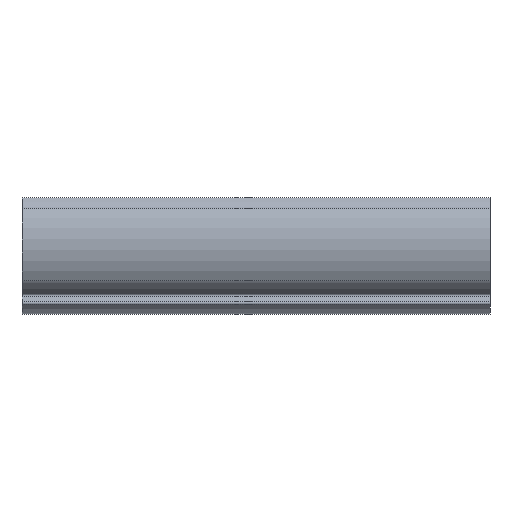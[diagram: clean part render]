
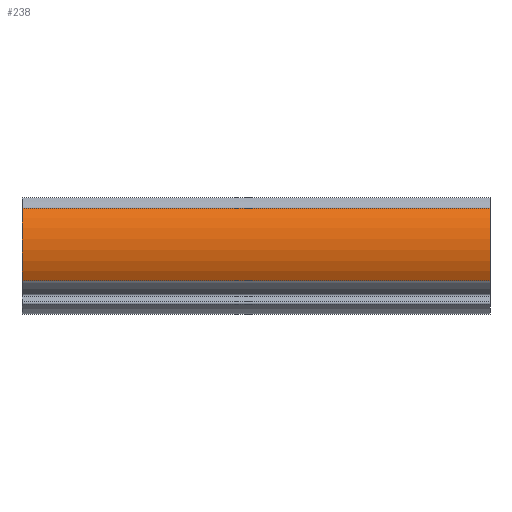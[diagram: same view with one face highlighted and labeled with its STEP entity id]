
A CAD part, left-side view. The second image highlights one B-rep face of the part: STEP entity #238.
In plain terms, the highlighted cylindrical face has radius 15 mm (diameter 30 mm), a partial arc.
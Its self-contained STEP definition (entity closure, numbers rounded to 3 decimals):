
#238 = ADVANCED_FACE( '', ( #527 ), #528, .T. );
#527 = FACE_OUTER_BOUND( '', #858, .T. );
#528 = CYLINDRICAL_SURFACE( '', #859, 15. );
#858 = EDGE_LOOP( '', ( #1647, #1648, #1649, #1650 ) );
#859 = AXIS2_PLACEMENT_3D( '', #1651, #1652, #1653 );
#1647 = ORIENTED_EDGE( '', *, *, #2104, .F. );
#1648 = ORIENTED_EDGE( '', *, *, #2213, .F. );
#1649 = ORIENTED_EDGE( '', *, *, #2360, .T. );
#1650 = ORIENTED_EDGE( '', *, *, #2207, .T. );
#1651 = CARTESIAN_POINT( '', ( 0., 100., 2.5 ) );
#1652 = DIRECTION( '', ( 0., 1., 0. ) );
#1653 = DIRECTION( '', ( 0., 0., -1. ) );
#2104 = EDGE_CURVE( '', #2562, #2564, #2565, .T. );
#2207 = EDGE_CURVE( '', #2748, #2564, #2749, .T. );
#2213 = EDGE_CURVE( '', #2756, #2562, #2758, .T. );
#2360 = EDGE_CURVE( '', #2756, #2748, #2980, .T. );
#2562 = VERTEX_POINT( '', #3199 );
#2564 = VERTEX_POINT( '', #3201 );
#2565 = CIRCLE( '', #3202, 15. );
#2748 = VERTEX_POINT( '', #3430 );
#2749 = LINE( '', #3431, #3432 );
#2756 = VERTEX_POINT( '', #3441 );
#2758 = LINE( '', #3443, #3444 );
#2980 = CIRCLE( '', #3730, 15. );
#3199 = CARTESIAN_POINT( '', ( -12.84, 0., 10.255 ) );
#3201 = CARTESIAN_POINT( '', ( -12.84, 0., -5.255 ) );
#3202 = AXIS2_PLACEMENT_3D( '', #4001, #4002, #4003 );
#3430 = CARTESIAN_POINT( '', ( -12.84, 100., -5.255 ) );
#3431 = CARTESIAN_POINT( '', ( -12.84, 100., -5.255 ) );
#3432 = VECTOR( '', #4187, 1000. );
#3441 = CARTESIAN_POINT( '', ( -12.84, 100., 10.255 ) );
#3443 = CARTESIAN_POINT( '', ( -12.84, 100., 10.255 ) );
#3444 = VECTOR( '', #4196, 1000. );
#3730 = AXIS2_PLACEMENT_3D( '', #4429, #4430, #4431 );
#4001 = CARTESIAN_POINT( '', ( 0., 0., 2.5 ) );
#4002 = DIRECTION( '', ( 0., -1., 0. ) );
#4003 = DIRECTION( '', ( 1., 0., 0. ) );
#4187 = DIRECTION( '', ( 0., -1., 0. ) );
#4196 = DIRECTION( '', ( 0., -1., 0. ) );
#4429 = CARTESIAN_POINT( '', ( 0., 100., 2.5 ) );
#4430 = DIRECTION( '', ( 0., -1., 0. ) );
#4431 = DIRECTION( '', ( 1., 0., 0. ) );
